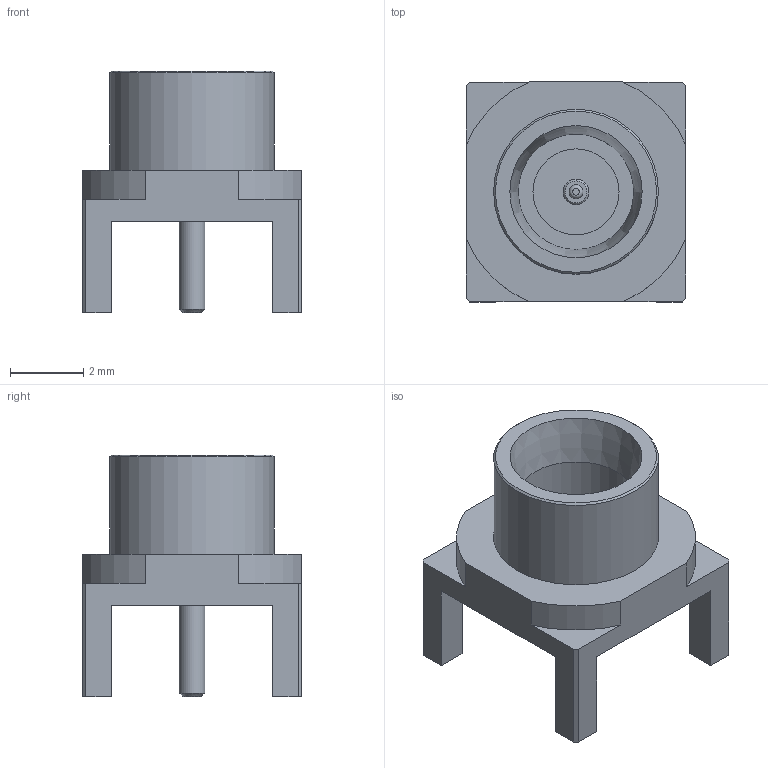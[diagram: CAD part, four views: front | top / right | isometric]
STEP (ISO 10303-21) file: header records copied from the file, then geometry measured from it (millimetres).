
FILE_DESCRIPTION(/* description */ ('Unknown'),/* implementation_level */ '2;1');
FILE_NAME(/* name */ '60114002122502',/* time_stamp */ '2020-01-08T17:54:27+01:00',/* author */ ('Unknown'),/* organization */ ('Unknown'),/* preprocessor_version */ 'ST-DEVELOPER v16.7',/* originating_system */ 'DEX',/* authorisation */ $);
FILE_SCHEMA (('AUTOMOTIVE_DESIGN {1 0 10303 214 3 1 1}'));
Length unit declared in the file: millimetre
Products named in the file (1): 60114002122502
Bounding box: 6 x 6 x 6.6 mm (x, y, z)
Volume: 73.4 mm3; surface area: 205.6 mm2
Topology: 1 solids, 1 shells, 50 faces, 124 edges, 83 vertices
Faces by surface type: plane 33, cylinder 11, cone 5, torus 1
Full cylindrical faces by diameter (mm): 0.38 x1, 0.7 x2, 2.35 x2, 3.15 x1, 4.5 x1
Entity records: 1730 total; most frequent: DIRECTION 234, CARTESIAN_POINT 231, ORIENTED_EDGE 208, EDGE_CURVE 104, AXIS2_PLACEMENT_3D 79, LINE 76, VECTOR 76, VERTEX_POINT 76
